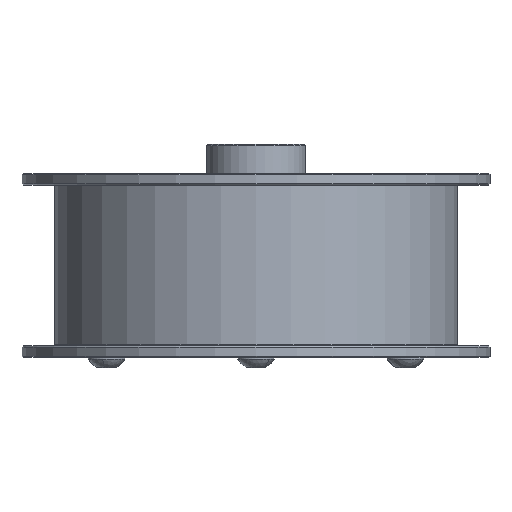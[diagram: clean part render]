
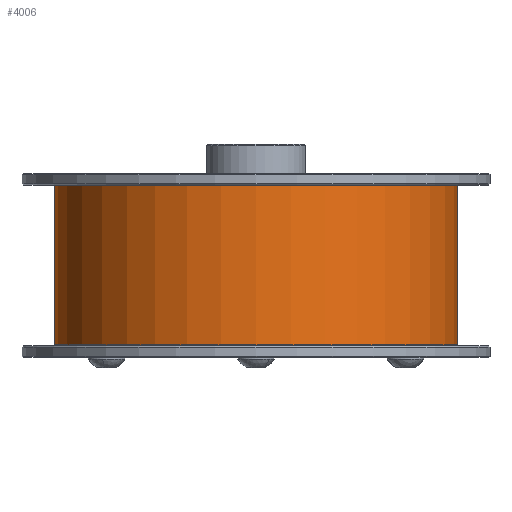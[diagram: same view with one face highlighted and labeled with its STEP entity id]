
A CAD part, front view. The second image highlights one B-rep face of the part: STEP entity #4006.
In plain terms, the highlighted cylindrical face has radius 43.688 mm (diameter 87.376 mm), a partial arc.
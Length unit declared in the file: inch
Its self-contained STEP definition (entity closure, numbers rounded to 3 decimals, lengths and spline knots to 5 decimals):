
#405 = ORIENTED_EDGE ( 'NONE', *, *, #2771, .F. ) ;
#664 = DIRECTION ( 'NONE',  ( 0., 0., 1. ) ) ;
#893 = EDGE_LOOP ( 'NONE', ( #6294, #1120, #1898, #405 ) ) ;
#935 = CYLINDRICAL_SURFACE ( 'NONE', #7894, 1.72 ) ;
#1048 = DIRECTION ( 'NONE',  ( 0., 0., 1. ) ) ;
#1120 = ORIENTED_EDGE ( 'NONE', *, *, #6204, .T. ) ;
#1213 = VERTEX_POINT ( 'NONE', #6001 ) ;
#1282 = CARTESIAN_POINT ( 'NONE',  ( 1.72, 0., 0.51329 ) ) ;
#1364 = CARTESIAN_POINT ( 'NONE',  ( -1.72, 0., 0.51329 ) ) ;
#1412 = FACE_OUTER_BOUND ( 'NONE', #893, .T. ) ;
#1898 = ORIENTED_EDGE ( 'NONE', *, *, #5932, .T. ) ;
#2367 = LINE ( 'NONE', #6227, #7687 ) ;
#2771 = EDGE_CURVE ( 'NONE', #3304, #4539, #5913, .T. ) ;
#3276 = DIRECTION ( 'NONE',  ( 1., 0., 0. ) ) ;
#3304 = VERTEX_POINT ( 'NONE', #1364 ) ;
#4006 = ADVANCED_FACE ( 'NONE', ( #1412 ), #935, .T. ) ;
#4377 = CARTESIAN_POINT ( 'NONE',  ( 1.72, 0., -0.85171 ) ) ;
#4433 = LINE ( 'NONE', #4685, #5769 ) ;
#4436 = DIRECTION ( 'NONE',  ( 1., 0., 0. ) ) ;
#4487 = CARTESIAN_POINT ( 'NONE',  ( 0., 0., -0.85171 ) ) ;
#4514 = CARTESIAN_POINT ( 'NONE',  ( 0., 0., 0.51329 ) ) ;
#4539 = VERTEX_POINT ( 'NONE', #1282 ) ;
#4685 = CARTESIAN_POINT ( 'NONE',  ( 1.72, 0., 0.86171 ) ) ;
#5030 = DIRECTION ( 'NONE',  ( 0., 0., 1. ) ) ;
#5666 = EDGE_CURVE ( 'NONE', #1213, #3304, #2367, .T. ) ;
#5769 = VECTOR ( 'NONE', #1048, 39.37008 ) ;
#5830 = AXIS2_PLACEMENT_3D ( 'NONE', #4487, #5030, #4436 ) ;
#5913 = CIRCLE ( 'NONE', #6351, 1.72 ) ;
#5932 = EDGE_CURVE ( 'NONE', #6096, #4539, #4433, .T. ) ;
#6001 = CARTESIAN_POINT ( 'NONE',  ( -1.72, 0., -0.85171 ) ) ;
#6096 = VERTEX_POINT ( 'NONE', #4377 ) ;
#6204 = EDGE_CURVE ( 'NONE', #1213, #6096, #6320, .T. ) ;
#6225 = DIRECTION ( 'NONE',  ( 1., 0., 0. ) ) ;
#6227 = CARTESIAN_POINT ( 'NONE',  ( -1.72, 0., 0.86171 ) ) ;
#6294 = ORIENTED_EDGE ( 'NONE', *, *, #5666, .F. ) ;
#6320 = CIRCLE ( 'NONE', #5830, 1.72 ) ;
#6351 = AXIS2_PLACEMENT_3D ( 'NONE', #4514, #6965, #3276 ) ;
#6929 = DIRECTION ( 'NONE',  ( 0., 0., 1. ) ) ;
#6965 = DIRECTION ( 'NONE',  ( 0., 0., 1. ) ) ;
#7382 = CARTESIAN_POINT ( 'NONE',  ( 0., 0., 0.86171 ) ) ;
#7687 = VECTOR ( 'NONE', #6929, 39.37008 ) ;
#7894 = AXIS2_PLACEMENT_3D ( 'NONE', #7382, #664, #6225 ) ;
